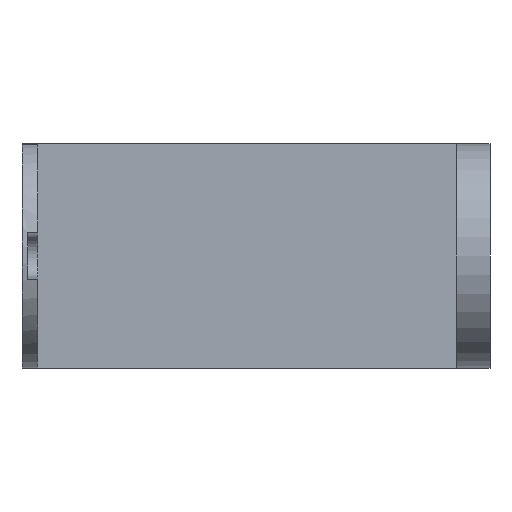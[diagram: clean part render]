
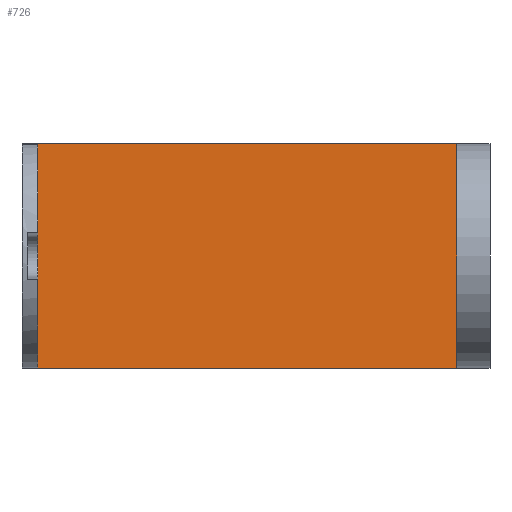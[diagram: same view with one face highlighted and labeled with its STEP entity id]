
A CAD part, left-side view. The second image highlights one B-rep face of the part: STEP entity #726.
In plain terms, the highlighted planar face has unit normal (-1, 0, 0).
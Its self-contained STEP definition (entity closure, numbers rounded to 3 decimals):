
#51=FACE_OUTER_BOUND('',#89,.T.);
#89=EDGE_LOOP('',(#594,#595,#596,#597,#598,#599));
#177=LINE('',#1130,#258);
#186=LINE('',#1157,#267);
#189=LINE('',#1164,#270);
#193=LINE('',#1173,#274);
#194=LINE('',#1175,#275);
#195=LINE('',#1176,#276);
#258=VECTOR('',#912,10.);
#267=VECTOR('',#935,10.);
#270=VECTOR('',#942,10.);
#274=VECTOR('',#950,10.);
#275=VECTOR('',#951,10.);
#276=VECTOR('',#952,10.);
#330=VERTEX_POINT('',#1127);
#331=VERTEX_POINT('',#1129);
#342=VERTEX_POINT('',#1155);
#344=VERTEX_POINT('',#1162);
#347=VERTEX_POINT('',#1172);
#348=VERTEX_POINT('',#1174);
#417=EDGE_CURVE('',#330,#331,#177,.T.);
#430=EDGE_CURVE('',#342,#330,#186,.T.);
#434=EDGE_CURVE('',#344,#342,#189,.T.);
#438=EDGE_CURVE('',#347,#344,#193,.T.);
#439=EDGE_CURVE('',#348,#347,#194,.T.);
#440=EDGE_CURVE('',#348,#331,#195,.F.);
#594=ORIENTED_EDGE('',*,*,#438,.F.);
#595=ORIENTED_EDGE('',*,*,#439,.F.);
#596=ORIENTED_EDGE('',*,*,#440,.T.);
#597=ORIENTED_EDGE('',*,*,#417,.F.);
#598=ORIENTED_EDGE('',*,*,#430,.F.);
#599=ORIENTED_EDGE('',*,*,#434,.F.);
#695=PLANE('',#790);
#726=ADVANCED_FACE('',(#51),#695,.F.);
#790=AXIS2_PLACEMENT_3D('',#1171,#948,#949);
#912=DIRECTION('',(0.,-1.,0.));
#935=DIRECTION('',(0.,0.,1.));
#942=DIRECTION('',(0.,1.,0.));
#948=DIRECTION('center_axis',(1.,0.,0.));
#949=DIRECTION('ref_axis',(0.,1.,0.));
#950=DIRECTION('',(0.,0.,1.));
#951=DIRECTION('',(0.,1.,0.));
#952=DIRECTION('',(0.,0.,-1.));
#1127=CARTESIAN_POINT('',(17.915,3.85,10.075));
#1129=CARTESIAN_POINT('',(17.915,-35.18,10.075));
#1130=CARTESIAN_POINT('',(17.915,3.85,10.075));
#1155=CARTESIAN_POINT('',(17.915,3.85,10.));
#1157=CARTESIAN_POINT('',(17.915,3.85,-10.075));
#1162=CARTESIAN_POINT('',(17.915,2.45,10.));
#1164=CARTESIAN_POINT('',(17.915,-6.658,10.));
#1171=CARTESIAN_POINT('Origin',(17.915,-17.165,0.));
#1172=CARTESIAN_POINT('',(17.915,2.45,-10.075));
#1173=CARTESIAN_POINT('',(17.915,2.45,5.));
#1174=CARTESIAN_POINT('',(17.915,-35.18,-10.075));
#1175=CARTESIAN_POINT('',(17.915,-38.18,-10.075));
#1176=CARTESIAN_POINT('',(17.915,-35.18,-5.038));
